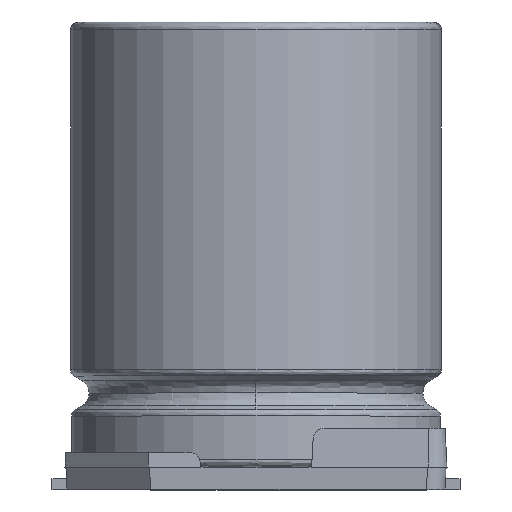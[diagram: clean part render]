
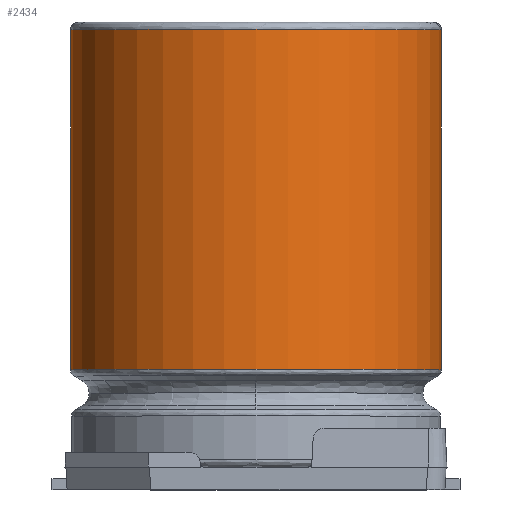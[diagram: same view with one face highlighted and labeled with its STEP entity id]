
A CAD part, top view. The second image highlights one B-rep face of the part: STEP entity #2434.
In plain terms, the highlighted cylindrical face has radius 5 mm (diameter 10 mm), a partial arc.
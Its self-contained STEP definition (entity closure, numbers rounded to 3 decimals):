
#36 = EDGE_CURVE ( 'NONE', #3346, #2923, #1961, .T. ) ;
#115 = DIRECTION ( 'NONE',  ( 1., 0., 0. ) ) ;
#144 = EDGE_CURVE ( 'NONE', #2269, #1036, #3698, .T. ) ;
#386 = CARTESIAN_POINT ( 'NONE',  ( 0., 12.4, 0. ) ) ;
#434 = CIRCLE ( 'NONE', #3681, 5. ) ;
#583 = DIRECTION ( 'NONE',  ( 1., 0., 0. ) ) ;
#622 = CARTESIAN_POINT ( 'NONE',  ( 5., 3.235, 0. ) ) ;
#787 = ORIENTED_EDGE ( 'NONE', *, *, #3183, .T. ) ;
#1036 = VERTEX_POINT ( 'NONE', #3977 ) ;
#1081 = FACE_OUTER_BOUND ( 'NONE', #3772, .T. ) ;
#1107 = DIRECTION ( 'NONE',  ( 0., -1., 0. ) ) ;
#1152 = DIRECTION ( 'NONE',  ( 0., 1., 0. ) ) ;
#1351 = CYLINDRICAL_SURFACE ( 'NONE', #1376, 5. ) ;
#1376 = AXIS2_PLACEMENT_3D ( 'NONE', #2154, #1107, #115 ) ;
#1405 = CARTESIAN_POINT ( 'NONE',  ( -5., 0.6, 0. ) ) ;
#1429 = DIRECTION ( 'NONE',  ( 0., -1., 0. ) ) ;
#1643 = ORIENTED_EDGE ( 'NONE', *, *, #144, .T. ) ;
#1778 = DIRECTION ( 'NONE',  ( 1., 0., 0. ) ) ;
#1792 = VECTOR ( 'NONE', #2471, 1000. ) ;
#1810 = CARTESIAN_POINT ( 'NONE',  ( -5., 3.235, 0. ) ) ;
#1961 = LINE ( 'NONE', #1405, #1792 ) ;
#2051 = AXIS2_PLACEMENT_3D ( 'NONE', #386, #1429, #1778 ) ;
#2154 = CARTESIAN_POINT ( 'NONE',  ( 0., 0.6, 0. ) ) ;
#2269 = VERTEX_POINT ( 'NONE', #622 ) ;
#2295 = DIRECTION ( 'NONE',  ( 0., 1., 0. ) ) ;
#2434 = ADVANCED_FACE ( 'NONE', ( #1081 ), #1351, .T. ) ;
#2471 = DIRECTION ( 'NONE',  ( 0., -1., 0. ) ) ;
#2558 = CIRCLE ( 'NONE', #2051, 5. ) ;
#2768 = VECTOR ( 'NONE', #1152, 1000. ) ;
#2923 = VERTEX_POINT ( 'NONE', #1810 ) ;
#3183 = EDGE_CURVE ( 'NONE', #1036, #3346, #2558, .T. ) ;
#3234 = CARTESIAN_POINT ( 'NONE',  ( 5., 0.6, 0. ) ) ;
#3280 = ORIENTED_EDGE ( 'NONE', *, *, #3606, .T. ) ;
#3343 = ORIENTED_EDGE ( 'NONE', *, *, #36, .T. ) ;
#3346 = VERTEX_POINT ( 'NONE', #3773 ) ;
#3606 = EDGE_CURVE ( 'NONE', #2923, #2269, #434, .T. ) ;
#3665 = CARTESIAN_POINT ( 'NONE',  ( 0., 3.235, 0. ) ) ;
#3681 = AXIS2_PLACEMENT_3D ( 'NONE', #3665, #2295, #583 ) ;
#3698 = LINE ( 'NONE', #3234, #2768 ) ;
#3772 = EDGE_LOOP ( 'NONE', ( #787, #3343, #3280, #1643 ) ) ;
#3773 = CARTESIAN_POINT ( 'NONE',  ( -5., 12.4, 0. ) ) ;
#3977 = CARTESIAN_POINT ( 'NONE',  ( 5., 12.4, 0. ) ) ;
